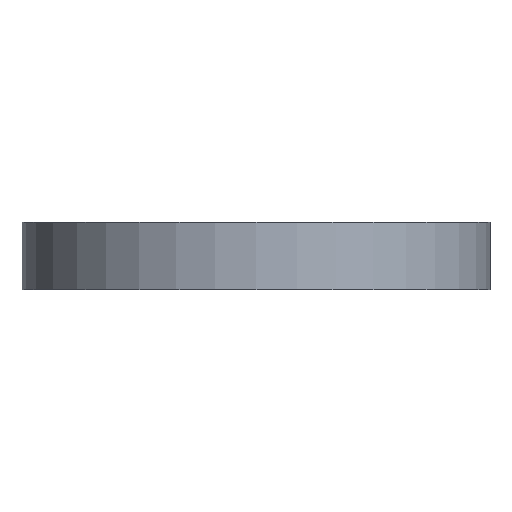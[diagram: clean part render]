
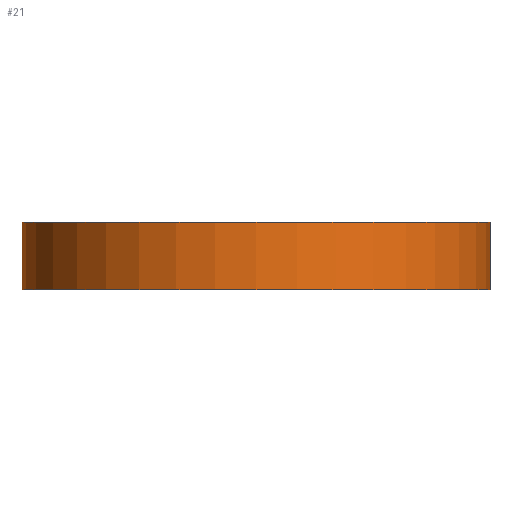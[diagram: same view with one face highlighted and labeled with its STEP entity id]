
A CAD part, front view. The second image highlights one B-rep face of the part: STEP entity #21.
In plain terms, the highlighted cylindrical face has radius 16.421 mm (diameter 32.842 mm), a partial arc.
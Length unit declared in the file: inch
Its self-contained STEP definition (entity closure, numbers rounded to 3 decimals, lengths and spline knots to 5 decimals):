
#9 = CARTESIAN_POINT ( 'NONE',  ( -0.6465, 0., 0. ) ) ;
#12 = CARTESIAN_POINT ( 'NONE',  ( 0.6465, 0., 0.1875 ) ) ;
#19 = CIRCLE ( 'NONE', #140, 0.6465 ) ;
#21 = ADVANCED_FACE ( 'NONE', ( #117 ), #168, .T. ) ;
#36 = EDGE_CURVE ( 'NONE', #128, #132, #184, .T. ) ;
#37 = DIRECTION ( 'NONE',  ( 0., 0., -1. ) ) ;
#38 = CARTESIAN_POINT ( 'NONE',  ( 0., 0., 0.1875 ) ) ;
#39 = DIRECTION ( 'NONE',  ( 0., 0., -1. ) ) ;
#45 = VERTEX_POINT ( 'NONE', #12 ) ;
#47 = VERTEX_POINT ( 'NONE', #145 ) ;
#69 = CARTESIAN_POINT ( 'NONE',  ( 0., 0., 0. ) ) ;
#74 = EDGE_CURVE ( 'NONE', #132, #47, #130, .T. ) ;
#85 = LINE ( 'NONE', #105, #185 ) ;
#90 = AXIS2_PLACEMENT_3D ( 'NONE', #69, #118, #133 ) ;
#96 = ORIENTED_EDGE ( 'NONE', *, *, #173, .F. ) ;
#105 = CARTESIAN_POINT ( 'NONE',  ( 0.6465, 0., 0.1875 ) ) ;
#117 = FACE_OUTER_BOUND ( 'NONE', #141, .T. ) ;
#118 = DIRECTION ( 'NONE',  ( 0., 0., 1. ) ) ;
#123 = DIRECTION ( 'NONE',  ( 1., 0., 0. ) ) ;
#126 = ORIENTED_EDGE ( 'NONE', *, *, #36, .T. ) ;
#128 = VERTEX_POINT ( 'NONE', #164 ) ;
#130 = CIRCLE ( 'NONE', #90, 0.6465 ) ;
#132 = VERTEX_POINT ( 'NONE', #9 ) ;
#133 = DIRECTION ( 'NONE',  ( 1., 0., 0. ) ) ;
#140 = AXIS2_PLACEMENT_3D ( 'NONE', #153, #221, #123 ) ;
#141 = EDGE_LOOP ( 'NONE', ( #96, #194, #126, #198 ) ) ;
#145 = CARTESIAN_POINT ( 'NONE',  ( 0.6465, 0., 0. ) ) ;
#149 = CARTESIAN_POINT ( 'NONE',  ( -0.6465, 0., 0.1875 ) ) ;
#153 = CARTESIAN_POINT ( 'NONE',  ( 0., 0., 0.1875 ) ) ;
#164 = CARTESIAN_POINT ( 'NONE',  ( -0.6465, 0., 0.1875 ) ) ;
#167 = DIRECTION ( 'NONE',  ( 0., 0., -1. ) ) ;
#168 = CYLINDRICAL_SURFACE ( 'NONE', #175, 0.6465 ) ;
#173 = EDGE_CURVE ( 'NONE', #45, #47, #85, .T. ) ;
#175 = AXIS2_PLACEMENT_3D ( 'NONE', #38, #37, #186 ) ;
#184 = LINE ( 'NONE', #149, #220 ) ;
#185 = VECTOR ( 'NONE', #39, 39.37008 ) ;
#186 = DIRECTION ( 'NONE',  ( -1., 0., 0. ) ) ;
#194 = ORIENTED_EDGE ( 'NONE', *, *, #213, .F. ) ;
#198 = ORIENTED_EDGE ( 'NONE', *, *, #74, .T. ) ;
#213 = EDGE_CURVE ( 'NONE', #128, #45, #19, .T. ) ;
#220 = VECTOR ( 'NONE', #167, 39.37008 ) ;
#221 = DIRECTION ( 'NONE',  ( 0., 0., 1. ) ) ;
